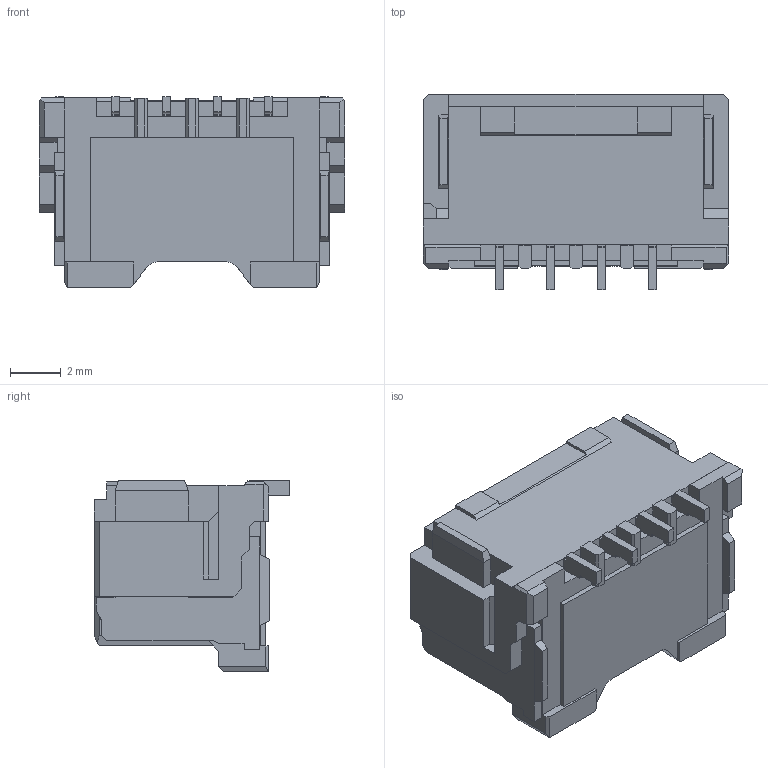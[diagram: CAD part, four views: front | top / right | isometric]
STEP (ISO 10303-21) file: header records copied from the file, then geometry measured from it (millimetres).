
FILE_DESCRIPTION((''),'2;1');
FILE_NAME('5024430470','2018-03-15T',('ksrinivasara'),(''),'PRO/ENGINEER BY PARAMETRIC TECHNOLOGY CORPORATION, 2012310','PRO/ENGINEER BY PARAMETRIC TECHNOLOGY CORPORATION, 2012310','');
FILE_SCHEMA(('CONFIG_CONTROL_DESIGN'));
Length unit declared in the file: millimetre
Products named in the file (1): 5024430470
Bounding box: 12 x 7.7 x 7.5 mm (x, y, z)
Volume: 295.2 mm3; surface area: 700.2 mm2
Topology: 1 solids, 1 shells, 412 faces, 1208 edges, 791 vertices
Faces by surface type: plane 376, cylinder 34, cone 2
Entity records: 13422 total; most frequent: CARTESIAN_POINT 2455, ORIENTED_EDGE 2368, DIRECTION 2078, EDGE_CURVE 1184, VECTOR 1128, LINE 1128, VERTEX_POINT 767, AXIS2_PLACEMENT_3D 475
